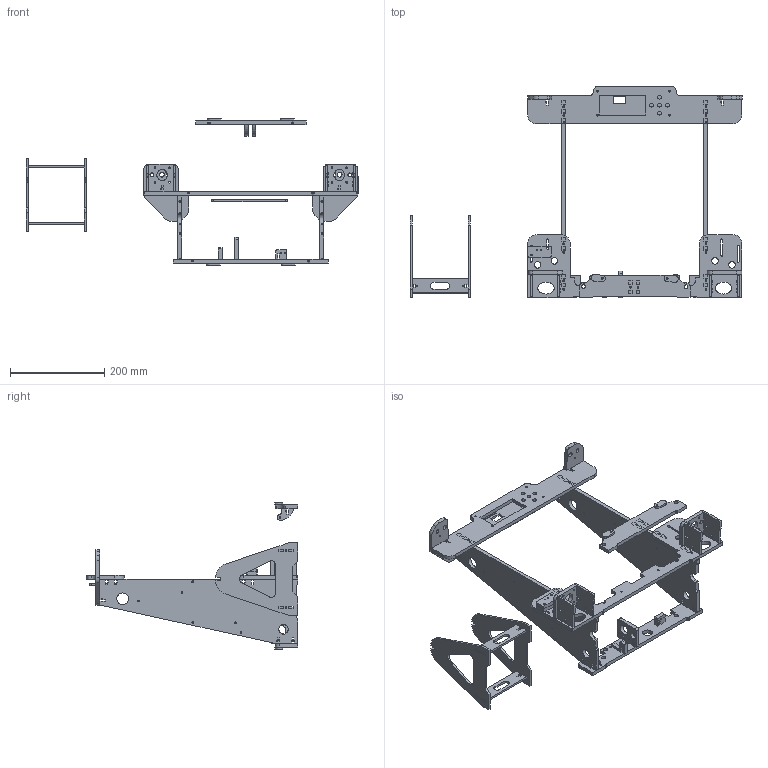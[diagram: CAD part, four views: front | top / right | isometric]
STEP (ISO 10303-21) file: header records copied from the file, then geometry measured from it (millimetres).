
FILE_DESCRIPTION(/* description */ (''),/* implementation_level */ '2;1');
FILE_NAME(/* name */ 'A8-9000.stp',/* time_stamp */ '2017-05-01T22:20:43+02:00',/* author */ ('Eric.Verhaar'),/* organization */ (''),/* preprocessor_version */ 'ST-DEVELOPER v16.1',/* originating_system */ 'Autodesk Inventor 2016',/* authorisation */ '');
FILE_SCHEMA (('AUTOMOTIVE_DESIGN { 1 0 10303 214 3 1 1 }'));
Length unit declared in the file: millimetre
Products named in the file (18): A8-0010; A8-0012; A8-0011; A8-0004; A8-0009; A8-0003; A8-0017; A8-0018; A8-0008; A8-0013; A8-0014; A8-0001; A8-0002; A8-0016; A8-0005; A8-0007; A8-0006; A8-9000
Assembly tree (30 placements, depth 2):
  A8-9000
    A8-0010
    A8-0012  x2
    A8-0011
    A8-0004  x2
    A8-0009
    A8-0003
    A8-0017
    A8-0018
    A8-0008
    A8-0013  x2
    A8-0014  x4
    A8-0001  x4
    A8-0002  x2
    A8-0016  x2
    A8-0005
    A8-0007  x2
    A8-0006  x2
Bounding box: 706.05 x 449.15 x 311 mm (x, y, z)
Volume: 1719304.1 mm3; surface area: 614800.3 mm2
Topology: 30 solids, 30 shells, 1482 faces, 4400 edges, 2978 vertices
Faces by surface type: plane 1194, cylinder 286, bspline 2
Full cylindrical faces by diameter (mm): 2 x6, 3.5 x91, 4 x4, 8 x9, 8.2 x4, 8.5 x4, 10 x2, 13 x1, 14 x4, 16.5 x1, 20 x2, 20.5 x1, 23 x3, 25 x2
Entity records: 30720 total; most frequent: CARTESIAN_POINT 5351, ORIENTED_EDGE 5132, DIRECTION 4910, EDGE_CURVE 2566, LINE 2156, VECTOR 2156, VERTEX_POINT 1778, AXIS2_PLACEMENT_3D 1377
